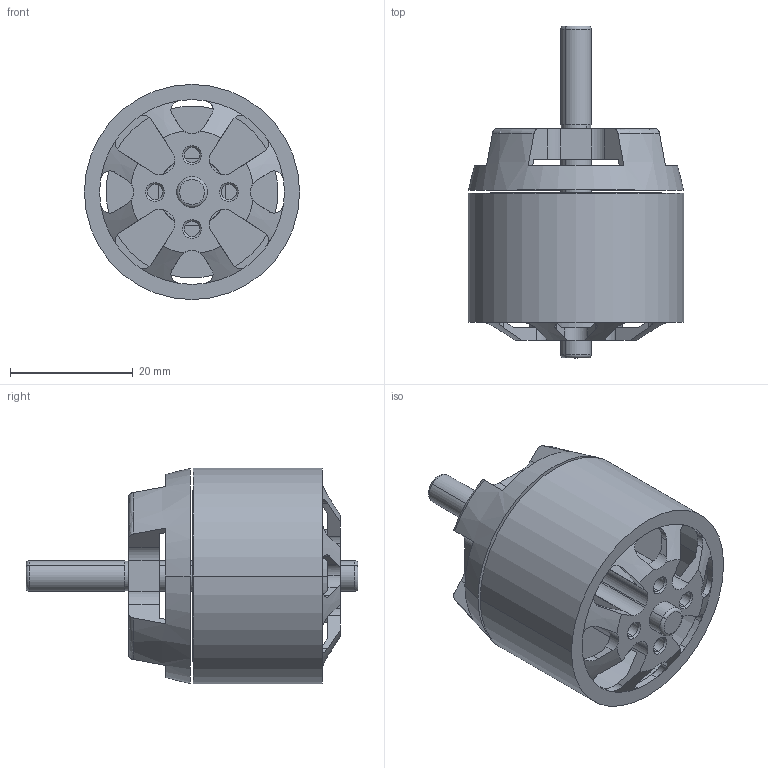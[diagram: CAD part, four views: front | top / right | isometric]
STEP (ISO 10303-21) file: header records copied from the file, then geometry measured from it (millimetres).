
FILE_DESCRIPTION (( 'STEP AP214' ), '1' );
FILE_NAME ('Cobra 2814.STEP', '2020-11-23T17:18:43', ( '' ), ( '' ), 'SwSTEP 2.0', 'SolidWorks 2019', '' );
FILE_SCHEMA (( 'AUTOMOTIVE_DESIGN' ));
Length unit declared in the file: millimetre
Products named in the file (7): Shaft 2814; Output Bearing; Cobra 2814; Motor Front 2814; Bell 2814; Stator 2814; Inside Bearing
Assembly tree (6 placements, depth 2):
  Cobra 2814
    Output Bearing
    Shaft 2814
    Motor Front 2814
    Stator 2814
    Inside Bearing
    Bell 2814
Bounding box: 35 x 54 x 35 mm (x, y, z)
Volume: 15494.4 mm3; surface area: 14193.4 mm2
Topology: 6 solids, 6 shells, 214 faces, 609 edges, 388 vertices
Faces by surface type: cylinder 101, plane 67, cone 38, torus 8
Entity records: 8091 total; most frequent: CARTESIAN_POINT 1944, ORIENTED_EDGE 1218, DIRECTION 1203, EDGE_CURVE 609, AXIS2_PLACEMENT_3D 481, VERTEX_POINT 388, CIRCLE 258, EDGE_LOOP 247
